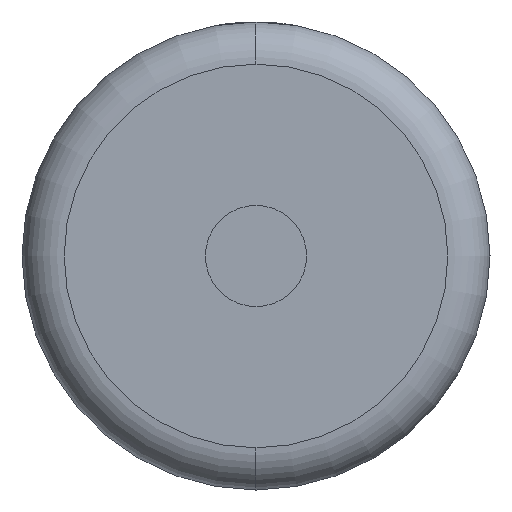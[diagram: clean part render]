
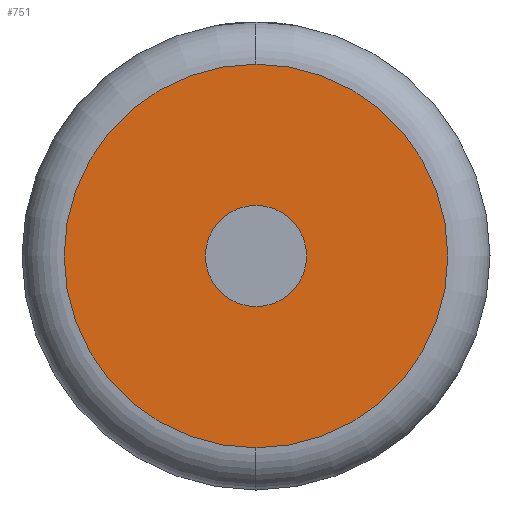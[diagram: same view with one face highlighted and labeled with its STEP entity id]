
A CAD part, left-side view. The second image highlights one B-rep face of the part: STEP entity #751.
In plain terms, the highlighted planar face has unit normal (-1, 0, 0).
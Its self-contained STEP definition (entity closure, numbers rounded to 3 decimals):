
#61 = EDGE_LOOP ( 'NONE', ( #3563, #2649 ) ) ;
#98 = EDGE_CURVE ( 'NONE', #3051, #1817, #2999, .T. ) ;
#193 = DIRECTION ( 'NONE',  ( -1., 0., 0. ) ) ;
#239 = CARTESIAN_POINT ( 'NONE',  ( 0., 0., 6. ) ) ;
#369 = ORIENTED_EDGE ( 'NONE', *, *, #3272, .T. ) ;
#370 = DIRECTION ( 'NONE',  ( 0., 0., -1. ) ) ;
#751 = ADVANCED_FACE ( 'NONE', ( #2629, #2385 ), #2867, .F. ) ;
#1151 = CIRCLE ( 'NONE', #2140, 22.752 ) ;
#1265 = CARTESIAN_POINT ( 'NONE',  ( 0., 0., 0. ) ) ;
#1333 = DIRECTION ( 'NONE',  ( -1., 0., 0. ) ) ;
#1421 = DIRECTION ( 'NONE',  ( 0., 0., -1. ) ) ;
#1544 = DIRECTION ( 'NONE',  ( 0., 0., -1. ) ) ;
#1642 = CARTESIAN_POINT ( 'NONE',  ( 0., 0., -22.752 ) ) ;
#1817 = VERTEX_POINT ( 'NONE', #2059 ) ;
#1934 = CARTESIAN_POINT ( 'NONE',  ( 0., 0., 0. ) ) ;
#2030 = CARTESIAN_POINT ( 'NONE',  ( 0., 0., 0. ) ) ;
#2059 = CARTESIAN_POINT ( 'NONE',  ( 0., 0., -6. ) ) ;
#2140 = AXIS2_PLACEMENT_3D ( 'NONE', #3893, #193, #1421 ) ;
#2343 = DIRECTION ( 'NONE',  ( 0., 0., -1. ) ) ;
#2385 = FACE_BOUND ( 'NONE', #61, .T. ) ;
#2412 = CIRCLE ( 'NONE', #3013, 6. ) ;
#2425 = CARTESIAN_POINT ( 'NONE',  ( 0., 0., 0. ) ) ;
#2629 = FACE_OUTER_BOUND ( 'NONE', #3124, .T. ) ;
#2649 = ORIENTED_EDGE ( 'NONE', *, *, #98, .F. ) ;
#2786 = DIRECTION ( 'NONE',  ( -1., 0., 0. ) ) ;
#2867 = PLANE ( 'NONE',  #3450 ) ;
#2999 = CIRCLE ( 'NONE', #3976, 6. ) ;
#3013 = AXIS2_PLACEMENT_3D ( 'NONE', #1265, #1333, #3809 ) ;
#3051 = VERTEX_POINT ( 'NONE', #239 ) ;
#3124 = EDGE_LOOP ( 'NONE', ( #3977, #369 ) ) ;
#3209 = EDGE_CURVE ( 'NONE', #3697, #3703, #3277, .T. ) ;
#3272 = EDGE_CURVE ( 'NONE', #3703, #3697, #1151, .T. ) ;
#3277 = CIRCLE ( 'NONE', #3341, 22.752 ) ;
#3341 = AXIS2_PLACEMENT_3D ( 'NONE', #2030, #3908, #2343 ) ;
#3427 = CARTESIAN_POINT ( 'NONE',  ( 0., 0., 22.752 ) ) ;
#3450 = AXIS2_PLACEMENT_3D ( 'NONE', #1934, #3758, #370 ) ;
#3563 = ORIENTED_EDGE ( 'NONE', *, *, #3668, .F. ) ;
#3668 = EDGE_CURVE ( 'NONE', #1817, #3051, #2412, .T. ) ;
#3697 = VERTEX_POINT ( 'NONE', #1642 ) ;
#3703 = VERTEX_POINT ( 'NONE', #3427 ) ;
#3758 = DIRECTION ( 'NONE',  ( 1., 0., 0. ) ) ;
#3809 = DIRECTION ( 'NONE',  ( 0., 0., -1. ) ) ;
#3893 = CARTESIAN_POINT ( 'NONE',  ( 0., 0., 0. ) ) ;
#3908 = DIRECTION ( 'NONE',  ( -1., 0., 0. ) ) ;
#3976 = AXIS2_PLACEMENT_3D ( 'NONE', #2425, #2786, #1544 ) ;
#3977 = ORIENTED_EDGE ( 'NONE', *, *, #3209, .T. ) ;
